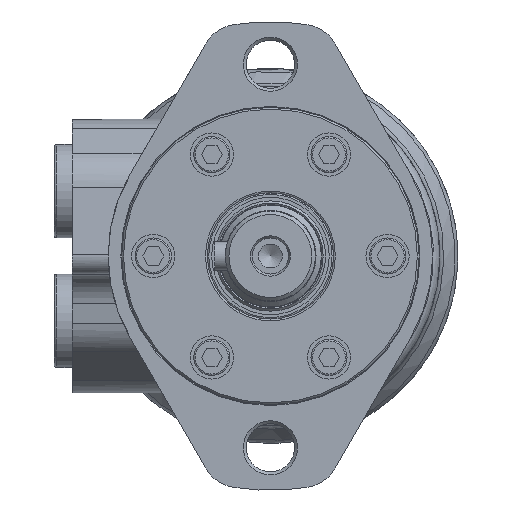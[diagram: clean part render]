
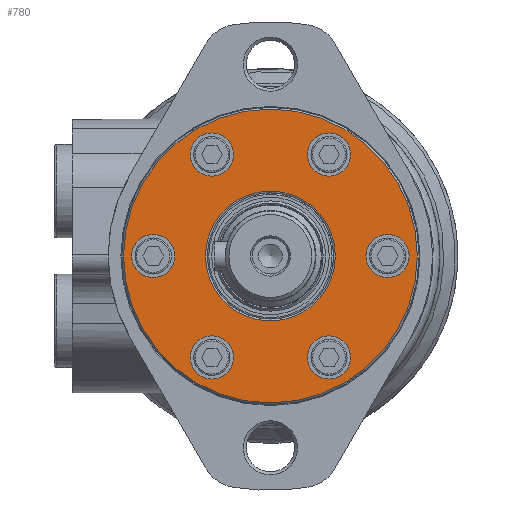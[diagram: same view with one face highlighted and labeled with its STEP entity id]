
A CAD part, left-side view. The second image highlights one B-rep face of the part: STEP entity #780.
In plain terms, the highlighted planar face has unit normal (-1, 0, 0).
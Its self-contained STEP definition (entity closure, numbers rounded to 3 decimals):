
#780 = ADVANCED_FACE( '', ( #1806, #1807, #1808, #1809, #1810, #1811, #1812, #1813 ), #1814, .F. );
#1806 = FACE_OUTER_BOUND( '', #3187, .T. );
#1807 = FACE_BOUND( '', #3188, .T. );
#1808 = FACE_BOUND( '', #3189, .T. );
#1809 = FACE_BOUND( '', #3190, .T. );
#1810 = FACE_BOUND( '', #3191, .T. );
#1811 = FACE_BOUND( '', #3192, .T. );
#1812 = FACE_BOUND( '', #3193, .T. );
#1813 = FACE_BOUND( '', #3194, .T. );
#1814 = PLANE( '', #3195 );
#3187 = EDGE_LOOP( '', ( #5122 ) );
#3188 = EDGE_LOOP( '', ( #5123 ) );
#3189 = EDGE_LOOP( '', ( #5124 ) );
#3190 = EDGE_LOOP( '', ( #5125 ) );
#3191 = EDGE_LOOP( '', ( #5126 ) );
#3192 = EDGE_LOOP( '', ( #5127 ) );
#3193 = EDGE_LOOP( '', ( #5128 ) );
#3194 = EDGE_LOOP( '', ( #5129 ) );
#3195 = AXIS2_PLACEMENT_3D( '', #5130, #5131, #5132 );
#5122 = ORIENTED_EDGE( '', *, *, #7845, .F. );
#5123 = ORIENTED_EDGE( '', *, *, #7846, .F. );
#5124 = ORIENTED_EDGE( '', *, *, #7847, .T. );
#5125 = ORIENTED_EDGE( '', *, *, #7848, .T. );
#5126 = ORIENTED_EDGE( '', *, *, #7849, .T. );
#5127 = ORIENTED_EDGE( '', *, *, #7850, .T. );
#5128 = ORIENTED_EDGE( '', *, *, #7761, .T. );
#5129 = ORIENTED_EDGE( '', *, *, #7851, .T. );
#5130 = CARTESIAN_POINT( '', ( 0., 0., 0. ) );
#5131 = DIRECTION( '', ( 1., 0., 0. ) );
#5132 = DIRECTION( '', ( 0., 0., -1. ) );
#7761 = EDGE_CURVE( '', #9251, #9251, #9252, .T. );
#7845 = EDGE_CURVE( '', #9375, #9375, #9376, .T. );
#7846 = EDGE_CURVE( '', #9377, #9377, #9378, .F. );
#7847 = EDGE_CURVE( '', #9379, #9379, #9380, .T. );
#7848 = EDGE_CURVE( '', #9381, #9381, #9382, .T. );
#7849 = EDGE_CURVE( '', #9383, #9383, #9384, .T. );
#7850 = EDGE_CURVE( '', #9385, #9385, #9386, .T. );
#7851 = EDGE_CURVE( '', #9387, #9387, #9388, .T. );
#9251 = VERTEX_POINT( '', #12147 );
#9252 = CIRCLE( '', #12148, 6. );
#9375 = VERTEX_POINT( '', #12441 );
#9376 = CIRCLE( '', #12442, 40.75 );
#9377 = VERTEX_POINT( '', #12443 );
#9378 = CIRCLE( '', #12444, 6. );
#9379 = VERTEX_POINT( '', #12445 );
#9380 = CIRCLE( '', #12446, 6. );
#9381 = VERTEX_POINT( '', #12447 );
#9382 = CIRCLE( '', #12448, 6. );
#9383 = VERTEX_POINT( '', #12449 );
#9384 = CIRCLE( '', #12450, 6. );
#9385 = VERTEX_POINT( '', #12451 );
#9386 = CIRCLE( '', #12452, 6. );
#9387 = VERTEX_POINT( '', #12453 );
#9388 = CIRCLE( '', #12454, 18. );
#12147 = CARTESIAN_POINT( '', ( 0., 16.25, 22.146 ) );
#12148 = AXIS2_PLACEMENT_3D( '', #14788, #14789, #14790 );
#12441 = CARTESIAN_POINT( '', ( 0., 0., -40.75 ) );
#12442 = AXIS2_PLACEMENT_3D( '', #14881, #14882, #14883 );
#12443 = CARTESIAN_POINT( '', ( 0., 32.5, -6. ) );
#12444 = AXIS2_PLACEMENT_3D( '', #14884, #14885, #14886 );
#12445 = CARTESIAN_POINT( '', ( 0., 16.25, -34.146 ) );
#12446 = AXIS2_PLACEMENT_3D( '', #14887, #14888, #14889 );
#12447 = CARTESIAN_POINT( '', ( 0., -16.25, -34.146 ) );
#12448 = AXIS2_PLACEMENT_3D( '', #14890, #14891, #14892 );
#12449 = CARTESIAN_POINT( '', ( 0., -32.5, -6. ) );
#12450 = AXIS2_PLACEMENT_3D( '', #14893, #14894, #14895 );
#12451 = CARTESIAN_POINT( '', ( 0., -16.25, 22.146 ) );
#12452 = AXIS2_PLACEMENT_3D( '', #14896, #14897, #14898 );
#12453 = CARTESIAN_POINT( '', ( 0., 0., -18. ) );
#12454 = AXIS2_PLACEMENT_3D( '', #14899, #14900, #14901 );
#14788 = CARTESIAN_POINT( '', ( 0., 16.25, 28.146 ) );
#14789 = DIRECTION( '', ( 1., 0., 0. ) );
#14790 = DIRECTION( '', ( 0., 0., -1. ) );
#14881 = CARTESIAN_POINT( '', ( 0., 0., 0. ) );
#14882 = DIRECTION( '', ( 1., 0., 0. ) );
#14883 = DIRECTION( '', ( 0., 0., -1. ) );
#14884 = CARTESIAN_POINT( '', ( 0., 32.5, 0. ) );
#14885 = DIRECTION( '', ( 1., 0., 0. ) );
#14886 = DIRECTION( '', ( 0., 0., -1. ) );
#14887 = CARTESIAN_POINT( '', ( 0., 16.25, -28.146 ) );
#14888 = DIRECTION( '', ( 1., 0., 0. ) );
#14889 = DIRECTION( '', ( 0., 0., -1. ) );
#14890 = CARTESIAN_POINT( '', ( 0., -16.25, -28.146 ) );
#14891 = DIRECTION( '', ( 1., 0., 0. ) );
#14892 = DIRECTION( '', ( 0., 0., -1. ) );
#14893 = CARTESIAN_POINT( '', ( 0., -32.5, 0. ) );
#14894 = DIRECTION( '', ( 1., 0., 0. ) );
#14895 = DIRECTION( '', ( 0., 0., -1. ) );
#14896 = CARTESIAN_POINT( '', ( 0., -16.25, 28.146 ) );
#14897 = DIRECTION( '', ( 1., 0., 0. ) );
#14898 = DIRECTION( '', ( 0., 0., -1. ) );
#14899 = CARTESIAN_POINT( '', ( 0., 0., 0. ) );
#14900 = DIRECTION( '', ( 1., 0., 0. ) );
#14901 = DIRECTION( '', ( 0., 0., -1. ) );
